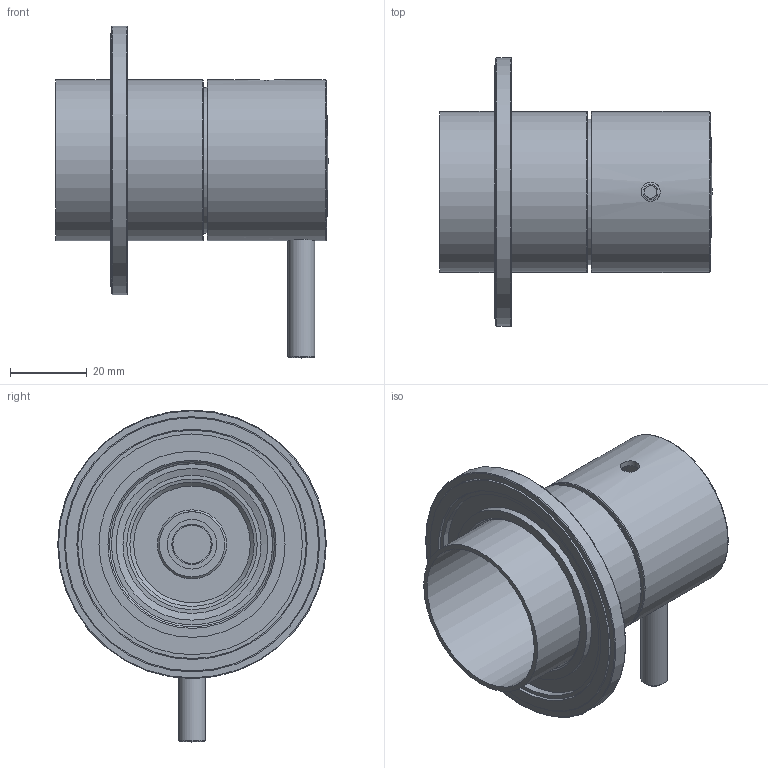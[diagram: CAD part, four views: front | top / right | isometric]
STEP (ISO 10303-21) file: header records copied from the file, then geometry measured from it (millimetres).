
FILE_DESCRIPTION(/* description */ ('Unknown'),/* implementation_level */ '2;1');
FILE_NAME(/* name */ 'CB111-00',/* time_stamp */ '2023-11-23T17:31:23+01:00',/* author */ ('Unknown'),/* organization */ ('Unknown'),/* preprocessor_version */ 'ST-DEVELOPER v18.102',/* originating_system */ 'Solid Edge',/* authorisation */ 'Unknown');
FILE_SCHEMA (('AUTOMOTIVE_DESIGN {1 0 10303 214 3 1 1}'));
Length unit declared in the file: millimetre
Products named in the file (10): CB111EXT-00; CB111-001; CB111-02; CB005-08; grano bocca; CB111-01; CB031FL70-00; CB005-14; CB031-04; CB031-05
Assembly tree (9 placements, depth 3):
  CB111EXT-00
    CB111-001
      CB111-02
      CB005-08
      grano bocca
    CB111-01
    CB031FL70-00
      CB005-14
      CB031-04
      CB031-05
Bounding box: 70.9 x 70 x 86.5 mm (x, y, z)
Volume: 30407.4 mm3; surface area: 34908.3 mm2
Topology: 7 solids, 7 shells, 99 faces, 215 edges, 141 vertices
Faces by surface type: plane 38, cylinder 31, cone 15, torus 8, bspline 5, sphere 2
Full cylindrical faces by diameter (mm): 3.242 x1, 4 x1, 4.134 x1, 5 x2, 7 x1, 7.5 x1, 10 x1, 10.5 x1, 12.9 x1, 17 x1, 30.376 x1, 32.376 x1, 34.005 x1, 35 x1, 36 x1, 38 x1, 39 x1, 39.5 x1, 42 x2, 42.5 x1, 43 x1, 44.8 x1, 48.5 x1, 57.5 x1, 59.5 x1, 60 x1, 66 x1, 66.5 x1, 70 x1
Entity records: 3112 total; most frequent: CARTESIAN_POINT 608, DIRECTION 400, ORIENTED_EDGE 244, AXIS2_PLACEMENT_3D 189, FACE_BOUND 184, EDGE_LOOP 183, EDGE_CURVE 122, VERTEX_POINT 110
